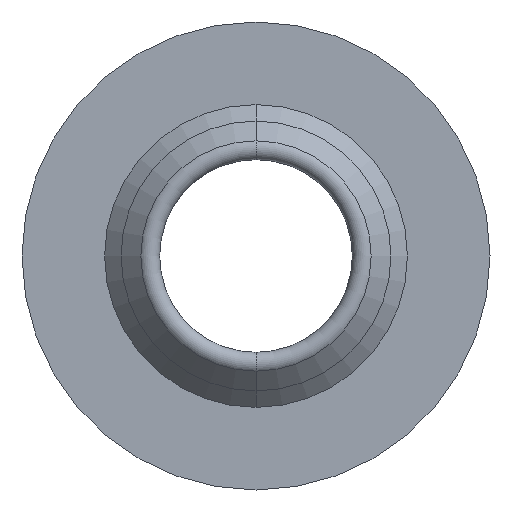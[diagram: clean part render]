
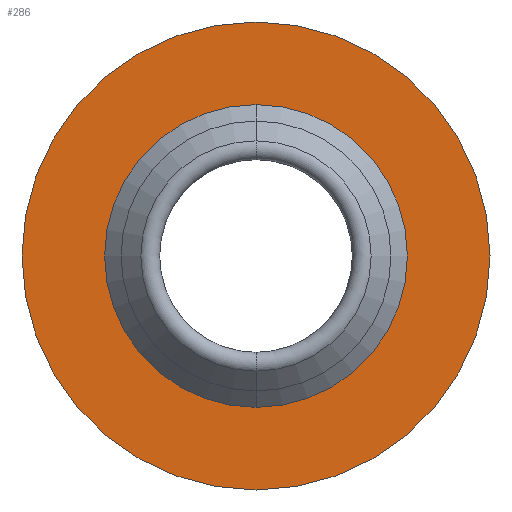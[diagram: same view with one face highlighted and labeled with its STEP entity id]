
A CAD part, front view. The second image highlights one B-rep face of the part: STEP entity #286.
In plain terms, the highlighted planar face has unit normal (0, -1, 0).
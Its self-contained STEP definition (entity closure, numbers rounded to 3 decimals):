
#3 = ORIENTED_EDGE ( 'NONE', *, *, #586, .T. ) ;
#7 = CARTESIAN_POINT ( 'NONE',  ( 0., 0., 0. ) ) ;
#12 = CARTESIAN_POINT ( 'NONE',  ( 0., 0., 4.25 ) ) ;
#14 = ORIENTED_EDGE ( 'NONE', *, *, #20, .F. ) ;
#20 = EDGE_CURVE ( 'NONE', #244, #614, #641, .T. ) ;
#68 = AXIS2_PLACEMENT_3D ( 'NONE', #7, #462, #403 ) ;
#69 = AXIS2_PLACEMENT_3D ( 'NONE', #530, #348, #369 ) ;
#153 = CARTESIAN_POINT ( 'NONE',  ( 0., 0., 0. ) ) ;
#157 = DIRECTION ( 'NONE',  ( 0., 0., 1. ) ) ;
#163 = EDGE_LOOP ( 'NONE', ( #200, #3 ) ) ;
#176 = ORIENTED_EDGE ( 'NONE', *, *, #272, .F. ) ;
#200 = ORIENTED_EDGE ( 'NONE', *, *, #413, .T. ) ;
#212 = DIRECTION ( 'NONE',  ( 0., 1., 0. ) ) ;
#231 = AXIS2_PLACEMENT_3D ( 'NONE', #588, #328, #630 ) ;
#244 = VERTEX_POINT ( 'NONE', #12 ) ;
#253 = CARTESIAN_POINT ( 'NONE',  ( 0., 0., 0. ) ) ;
#254 = CIRCLE ( 'NONE', #319, 2.75 ) ;
#272 = EDGE_CURVE ( 'NONE', #614, #244, #299, .T. ) ;
#280 = EDGE_LOOP ( 'NONE', ( #14, #176 ) ) ;
#286 = ADVANCED_FACE ( 'NONE', ( #526, #452 ), #606, .F. ) ;
#299 = CIRCLE ( 'NONE', #611, 4.25 ) ;
#300 = VERTEX_POINT ( 'NONE', #370 ) ;
#319 = AXIS2_PLACEMENT_3D ( 'NONE', #253, #212, #157 ) ;
#323 = DIRECTION ( 'NONE',  ( 0., 0., 1. ) ) ;
#328 = DIRECTION ( 'NONE',  ( 0., 1., 0. ) ) ;
#336 = VERTEX_POINT ( 'NONE', #585 ) ;
#348 = DIRECTION ( 'NONE',  ( 0., 1., 0. ) ) ;
#369 = DIRECTION ( 'NONE',  ( 0., 0., 1. ) ) ;
#370 = CARTESIAN_POINT ( 'NONE',  ( 0., 0., 2.75 ) ) ;
#403 = DIRECTION ( 'NONE',  ( 0., 0., 1. ) ) ;
#413 = EDGE_CURVE ( 'NONE', #300, #336, #254, .T. ) ;
#441 = DIRECTION ( 'NONE',  ( 0., 1., 0. ) ) ;
#452 = FACE_BOUND ( 'NONE', #163, .T. ) ;
#462 = DIRECTION ( 'NONE',  ( 0., 1., 0. ) ) ;
#503 = CARTESIAN_POINT ( 'NONE',  ( 0., 0., -4.25 ) ) ;
#526 = FACE_OUTER_BOUND ( 'NONE', #280, .T. ) ;
#530 = CARTESIAN_POINT ( 'NONE',  ( 4.25, 0., 0. ) ) ;
#585 = CARTESIAN_POINT ( 'NONE',  ( 0., 0., -2.75 ) ) ;
#586 = EDGE_CURVE ( 'NONE', #336, #300, #647, .T. ) ;
#588 = CARTESIAN_POINT ( 'NONE',  ( 0., 0., 0. ) ) ;
#606 = PLANE ( 'NONE',  #69 ) ;
#611 = AXIS2_PLACEMENT_3D ( 'NONE', #153, #441, #323 ) ;
#614 = VERTEX_POINT ( 'NONE', #503 ) ;
#630 = DIRECTION ( 'NONE',  ( 0., 0., 1. ) ) ;
#641 = CIRCLE ( 'NONE', #68, 4.25 ) ;
#647 = CIRCLE ( 'NONE', #231, 2.75 ) ;
